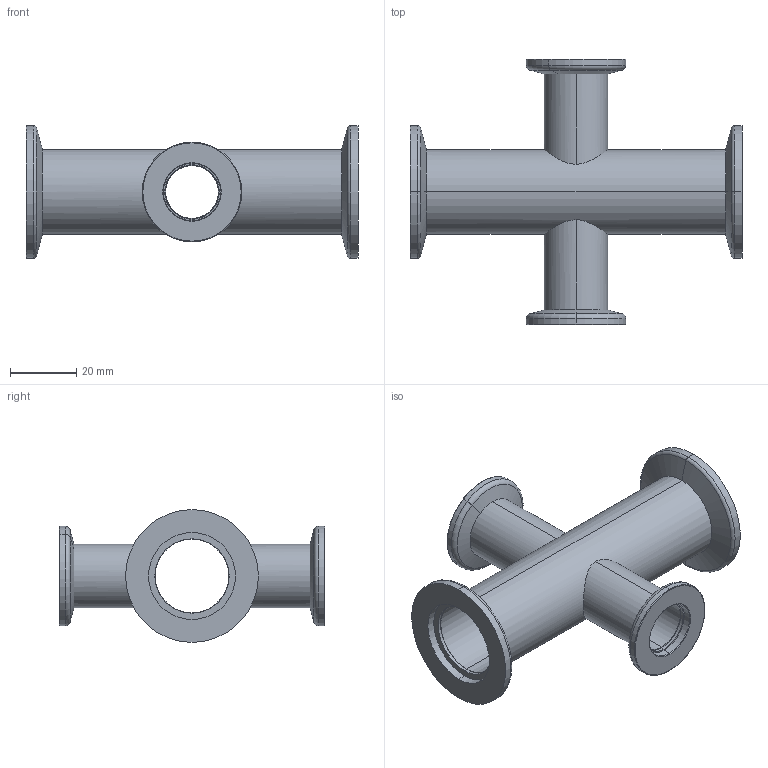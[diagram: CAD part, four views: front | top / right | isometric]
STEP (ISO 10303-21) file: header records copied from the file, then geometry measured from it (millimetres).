
FILE_DESCRIPTION (( 'STEP AP214' ), '1' );
FILE_NAME ('Hositrad_KX4R-25-16.STEP', '2015-11-19T15:37:36', ( '' ), ( '' ), 'SwSTEP 2.0', 'SolidWorks 2015', '' );
FILE_SCHEMA (( 'AUTOMOTIVE_DESIGN' ));
Length unit declared in the file: millimetre
Products named in the file (4): KF16-19WS_KF16-19; KF25-WS_KF25-25Ws; Reducer-X-all_25-16; Hositrad_KX4R-25-16
Assembly tree (5 placements, depth 2):
  Hositrad_KX4R-25-16
    Reducer-X-all_25-16
    KF25-WS_KF25-25Ws  x2
    KF16-19WS_KF16-19  x2
Bounding box: 100 x 80 x 40 mm (x, y, z)
Volume: 24233.6 mm3; surface area: 26990.4 mm2
Topology: 5 solids, 5 shells, 88 faces, 184 edges, 112 vertices
Faces by surface type: cylinder 44, plane 16, torus 12, cone 12, bspline 4
Entity records: 2816 total; most frequent: CARTESIAN_POINT 1446, DIRECTION 282, ORIENTED_EDGE 232, AXIS2_PLACEMENT_3D 124, EDGE_CURVE 116, VERTEX_POINT 72, EDGE_LOOP 68, CIRCLE 66
